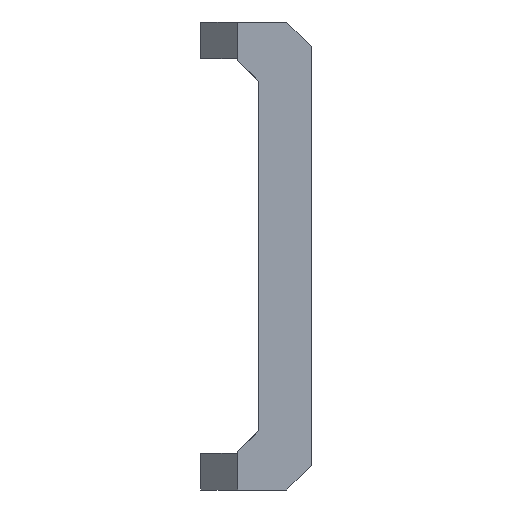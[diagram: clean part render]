
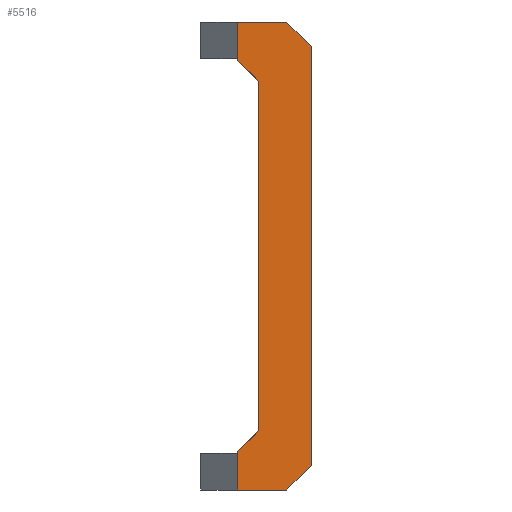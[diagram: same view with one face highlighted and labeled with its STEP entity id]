
A CAD part, left-side view. The second image highlights one B-rep face of the part: STEP entity #5516.
In plain terms, the highlighted planar face has unit normal (-1, 0, 0).
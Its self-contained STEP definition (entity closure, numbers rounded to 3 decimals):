
#90=DIRECTION('',(0.,0.,1.));
#91=VECTOR('',#90,34.);
#92=CARTESIAN_POINT('',(-12.5,0.,-17.));
#93=LINE('',#92,#91);
#1520=DIRECTION('',(0.,1.,0.));
#1521=VECTOR('',#1520,4.);
#1522=CARTESIAN_POINT('',(-12.5,2.,19.));
#1523=LINE('',#1522,#1521);
#1552=DIRECTION('',(0.,0.,1.));
#1553=VECTOR('',#1552,3.1);
#1554=CARTESIAN_POINT('',(-12.5,6.,15.9));
#1555=LINE('',#1554,#1553);
#1556=DIRECTION('',(0.,0.,1.));
#1557=VECTOR('',#1556,3.1);
#1558=CARTESIAN_POINT('',(-12.5,6.,-19.));
#1559=LINE('',#1558,#1557);
#1560=DIRECTION('',(0.,-0.707,0.707));
#1561=VECTOR('',#1560,2.404);
#1562=CARTESIAN_POINT('',(-12.5,6.,-15.9));
#1563=LINE('',#1562,#1561);
#1564=DIRECTION('',(0.,0.,1.));
#1565=VECTOR('',#1564,28.4);
#1566=CARTESIAN_POINT('',(-12.5,4.3,-14.2));
#1567=LINE('',#1566,#1565);
#1568=DIRECTION('',(0.,0.707,0.707));
#1569=VECTOR('',#1568,2.404);
#1570=CARTESIAN_POINT('',(-12.5,4.3,14.2));
#1571=LINE('',#1570,#1569);
#1596=DIRECTION('',(0.,0.707,0.707));
#1597=VECTOR('',#1596,2.828);
#1598=CARTESIAN_POINT('',(-12.5,0.,17.));
#1599=LINE('',#1598,#1597);
#1976=DIRECTION('',(0.,-1.,0.));
#1977=VECTOR('',#1976,4.);
#1978=CARTESIAN_POINT('',(-12.5,6.,-19.));
#1979=LINE('',#1978,#1977);
#2568=DIRECTION('',(0.,0.707,-0.707));
#2569=VECTOR('',#2568,2.828);
#2570=CARTESIAN_POINT('',(-12.5,0.,-17.));
#2571=LINE('',#2570,#2569);
#3238=CARTESIAN_POINT('',(-12.5,0.,-17.));
#3239=CARTESIAN_POINT('',(-12.5,2.,-19.));
#3240=VERTEX_POINT('',#3238);
#3241=VERTEX_POINT('',#3239);
#3242=CARTESIAN_POINT('',(-12.5,0.,17.));
#3243=CARTESIAN_POINT('',(-12.5,2.,19.));
#3244=VERTEX_POINT('',#3242);
#3245=VERTEX_POINT('',#3243);
#3270=CARTESIAN_POINT('',(-12.5,4.3,-14.2));
#3271=CARTESIAN_POINT('',(-12.5,4.3,14.2));
#3272=VERTEX_POINT('',#3270);
#3273=VERTEX_POINT('',#3271);
#3631=CARTESIAN_POINT('',(-12.5,6.,19.));
#3633=VERTEX_POINT('',#3631);
#3634=CARTESIAN_POINT('',(-12.5,6.,15.9));
#3635=VERTEX_POINT('',#3634);
#3708=CARTESIAN_POINT('',(-12.5,6.,-15.9));
#3709=VERTEX_POINT('',#3708);
#3710=CARTESIAN_POINT('',(-12.5,6.,-19.));
#3711=VERTEX_POINT('',#3710);
#5492=CARTESIAN_POINT('',(-12.5,0.,-19.));
#5493=DIRECTION('',(-1.,0.,0.));
#5494=DIRECTION('',(0.,0.,1.));
#5495=AXIS2_PLACEMENT_3D('',#5492,#5493,#5494);
#5496=PLANE('',#5495);
#5497=ORIENTED_EDGE('',*,*,#5482,.T.);
#5498=ORIENTED_EDGE('',*,*,#5402,.F.);
#5500=ORIENTED_EDGE('',*,*,#5499,.F.);
#5501=ORIENTED_EDGE('',*,*,#3729,.F.);
#5503=ORIENTED_EDGE('',*,*,#5502,.T.);
#5505=ORIENTED_EDGE('',*,*,#5504,.F.);
#5507=ORIENTED_EDGE('',*,*,#5506,.T.);
#5509=ORIENTED_EDGE('',*,*,#5508,.T.);
#5511=ORIENTED_EDGE('',*,*,#5510,.T.);
#5513=ORIENTED_EDGE('',*,*,#5512,.T.);
#5514=EDGE_LOOP('',(#5497,#5498,#5500,#5501,#5503,#5505,#5507,#5509,#5511,
#5513));
#5515=FACE_OUTER_BOUND('',#5514,.F.);
#5516=ADVANCED_FACE('',(#5515),#5496,.T.);
#3729=EDGE_CURVE('',#3240,#3244,#93,.T.);
#5402=EDGE_CURVE('',#3245,#3633,#1523,.T.);
#5482=EDGE_CURVE('',#3635,#3633,#1555,.T.);
#5499=EDGE_CURVE('',#3244,#3245,#1599,.T.);
#5502=EDGE_CURVE('',#3240,#3241,#2571,.T.);
#5504=EDGE_CURVE('',#3711,#3241,#1979,.T.);
#5506=EDGE_CURVE('',#3711,#3709,#1559,.T.);
#5508=EDGE_CURVE('',#3709,#3272,#1563,.T.);
#5510=EDGE_CURVE('',#3272,#3273,#1567,.T.);
#5512=EDGE_CURVE('',#3273,#3635,#1571,.T.);
